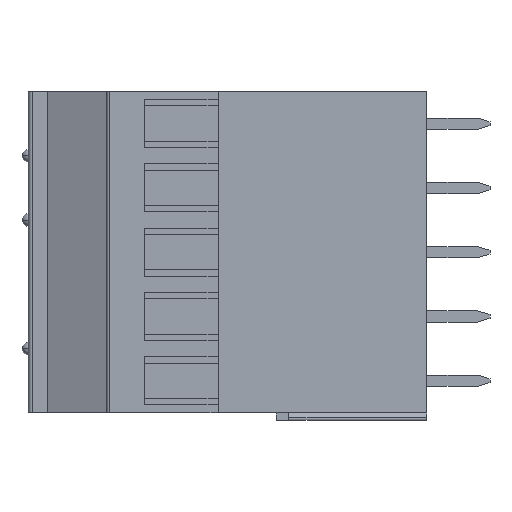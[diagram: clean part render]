
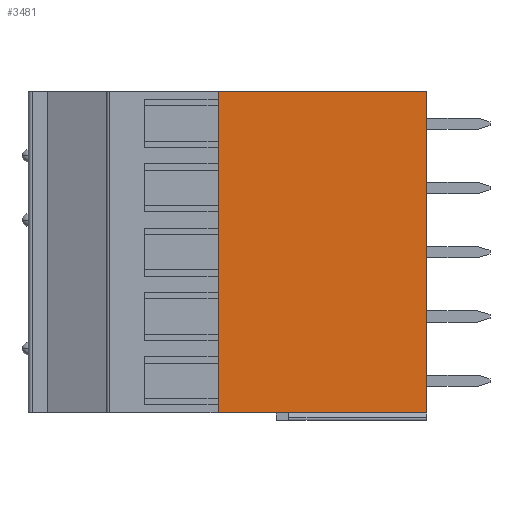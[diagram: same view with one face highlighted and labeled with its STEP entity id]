
A CAD part, left-side view. The second image highlights one B-rep face of the part: STEP entity #3481.
In plain terms, the highlighted planar face has unit normal (-1, 0, 0).
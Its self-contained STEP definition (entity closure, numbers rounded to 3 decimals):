
#40=DIRECTION('',(0.,-1.,0.));
#41=VECTOR('',#40,16.5);
#42=CARTESIAN_POINT('',(-5.55,0.75,22.86));
#43=LINE('',#42,#41);
#156=DIRECTION('',(0.,0.,-1.));
#157=VECTOR('',#156,25.4);
#158=CARTESIAN_POINT('',(-5.55,-15.75,22.86));
#159=LINE('',#158,#157);
#534=DIRECTION('',(0.,0.,-1.));
#535=VECTOR('',#534,25.4);
#536=CARTESIAN_POINT('',(-5.55,0.75,22.86));
#537=LINE('',#536,#535);
#602=DIRECTION('',(0.,-1.,0.));
#603=VECTOR('',#602,16.5);
#604=CARTESIAN_POINT('',(-5.55,0.75,-2.54));
#605=LINE('',#604,#603);
#2226=CARTESIAN_POINT('',(-5.55,0.75,22.86));
#2227=CARTESIAN_POINT('',(-5.55,-15.75,22.86));
#2228=VERTEX_POINT('',#2226);
#2229=VERTEX_POINT('',#2227);
#2250=CARTESIAN_POINT('',(-5.55,0.75,-2.54));
#2251=CARTESIAN_POINT('',(-5.55,-15.75,-2.54));
#2252=VERTEX_POINT('',#2250);
#2253=VERTEX_POINT('',#2251);
#3469=CARTESIAN_POINT('',(-5.55,0.75,22.86));
#3470=DIRECTION('',(-1.,0.,0.));
#3471=DIRECTION('',(0.,-1.,0.));
#3472=AXIS2_PLACEMENT_3D('',#3469,#3470,#3471);
#3473=PLANE('',#3472);
#3474=ORIENTED_EDGE('',*,*,#2861,.T.);
#3475=ORIENTED_EDGE('',*,*,#2950,.T.);
#3477=ORIENTED_EDGE('',*,*,#3476,.F.);
#3478=ORIENTED_EDGE('',*,*,#3284,.F.);
#3479=EDGE_LOOP('',(#3474,#3475,#3477,#3478));
#3480=FACE_OUTER_BOUND('',#3479,.F.);
#2861=EDGE_CURVE('',#2228,#2229,#43,.T.);
#2950=EDGE_CURVE('',#2229,#2253,#159,.T.);
#3284=EDGE_CURVE('',#2228,#2252,#537,.T.);
#3476=EDGE_CURVE('',#2252,#2253,#605,.T.);
#3481=ADVANCED_FACE('',(#3480),#3473,.T.);
